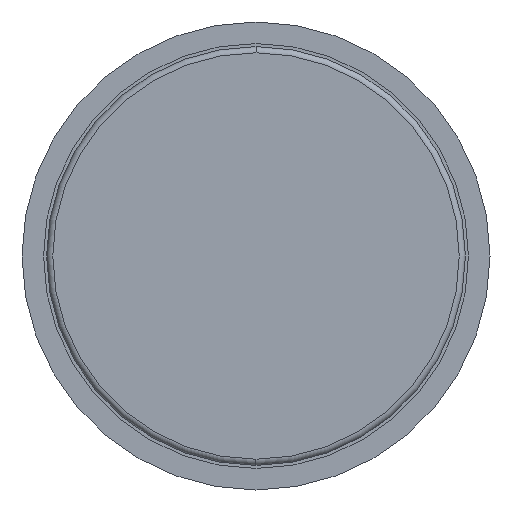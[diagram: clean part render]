
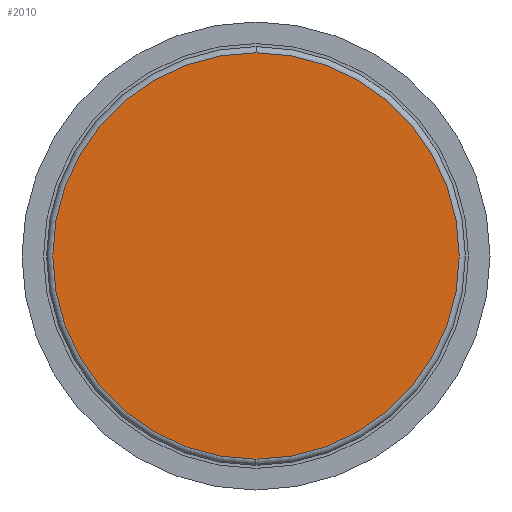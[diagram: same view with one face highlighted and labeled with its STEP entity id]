
A CAD part, front view. The second image highlights one B-rep face of the part: STEP entity #2010.
In plain terms, the highlighted planar face has unit normal (0, -1, 0).
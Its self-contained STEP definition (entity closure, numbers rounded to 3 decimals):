
#130 = PLANE ( 'NONE',  #1394 ) ;
#226 = DIRECTION ( 'NONE',  ( 0., -1., 0. ) ) ;
#402 = DIRECTION ( 'NONE',  ( 0., 0., 1. ) ) ;
#592 = CARTESIAN_POINT ( 'NONE',  ( 0., 0., -33. ) ) ;
#632 = FACE_OUTER_BOUND ( 'NONE', #3181, .T. ) ;
#752 = DIRECTION ( 'NONE',  ( 0., 0., 1. ) ) ;
#885 = VERTEX_POINT ( 'NONE', #1070 ) ;
#1070 = CARTESIAN_POINT ( 'NONE',  ( 0., 0., 33. ) ) ;
#1102 = EDGE_CURVE ( 'NONE', #2015, #885, #1168, .T. ) ;
#1168 = CIRCLE ( 'NONE', #1323, 33. ) ;
#1323 = AXIS2_PLACEMENT_3D ( 'NONE', #1453, #226, #402 ) ;
#1364 = DIRECTION ( 'NONE',  ( 0., -1., 0. ) ) ;
#1394 = AXIS2_PLACEMENT_3D ( 'NONE', #2328, #1364, #1836 ) ;
#1453 = CARTESIAN_POINT ( 'NONE',  ( 0., 0., 0. ) ) ;
#1836 = DIRECTION ( 'NONE',  ( 1., 0., 0. ) ) ;
#1867 = AXIS2_PLACEMENT_3D ( 'NONE', #1996, #3210, #752 ) ;
#1996 = CARTESIAN_POINT ( 'NONE',  ( 0., 0., 0. ) ) ;
#2000 = ORIENTED_EDGE ( 'NONE', *, *, #1102, .T. ) ;
#2010 = ADVANCED_FACE ( 'NONE', ( #632 ), #130, .T. ) ;
#2015 = VERTEX_POINT ( 'NONE', #592 ) ;
#2328 = CARTESIAN_POINT ( 'NONE',  ( -33.366, 0., -33. ) ) ;
#2607 = ORIENTED_EDGE ( 'NONE', *, *, #2724, .T. ) ;
#2724 = EDGE_CURVE ( 'NONE', #885, #2015, #2969, .T. ) ;
#2969 = CIRCLE ( 'NONE', #1867, 33. ) ;
#3181 = EDGE_LOOP ( 'NONE', ( #2607, #2000 ) ) ;
#3210 = DIRECTION ( 'NONE',  ( 0., -1., 0. ) ) ;
